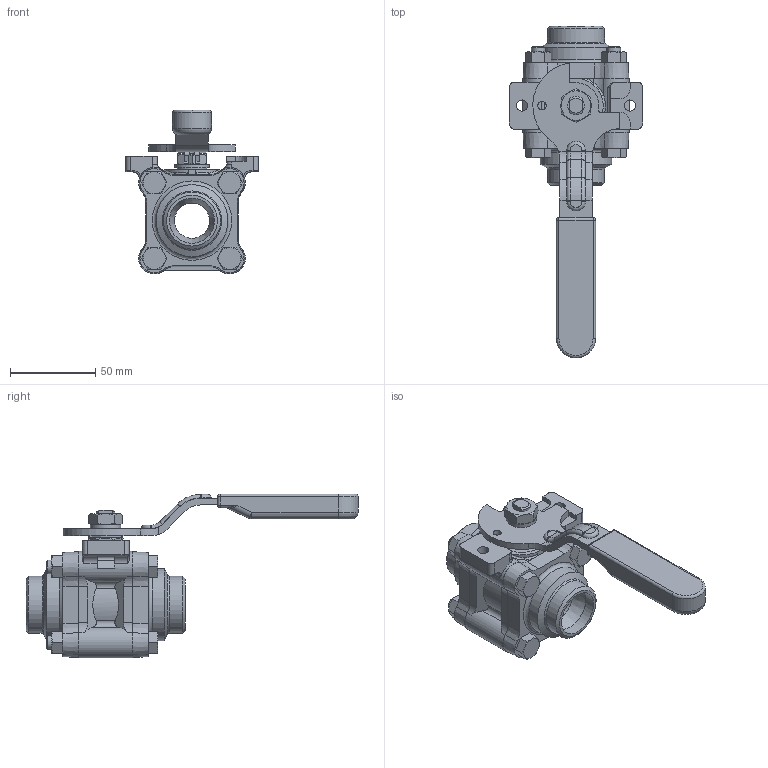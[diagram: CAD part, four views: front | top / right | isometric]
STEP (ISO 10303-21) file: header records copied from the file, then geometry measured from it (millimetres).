
FILE_DESCRIPTION((''),'2;1');
FILE_NAME('GA-A44-10-BWA-W-A-1.stp','2011-05-16T12:51:23',('jaday'),(''),'Autodesk Inventor 2009','Autodesk Inventor 2009','');
FILE_SCHEMA(('AUTOMOTIVE_DESIGN { 1 0 10303 214 1 1 1 1 }'));
Length unit declared in the file: millimetre
Products named in the file (11): GA-A44-10-BWA-W-A-1; GA-B04410-16254-A-1; GA-B04410-27100-A-1; GA-A44-10-STEM-BUILD-A-1; GA-B00010-06002-A-1; GA-B00010-52001-A-1; M08-8-060-110-A-1; M08-8-000-360-A-1; GA-B04410-01002-A-1; GA-B00010-34000-A-1; M12-0-000-5DS-A-1
Assembly tree (18 placements, depth 2):
  GA-A44-10-BWA-W-A-1
    GA-B04410-16254-A-1
    GA-B04410-27100-A-1  x2
    GA-A44-10-STEM-BUILD-A-1
    GA-B00010-06002-A-1  x2
    GA-B00010-52001-A-1
    M08-8-060-110-A-1  x4
    M08-8-000-360-A-1  x4
    GA-B04410-01002-A-1
    GA-B00010-34000-A-1
    M12-0-000-5DS-A-1
Bounding box: 78.4 x 195.26 x 96.33 mm (x, y, z)
Volume: 230445.1 mm3; surface area: 82314.7 mm2
Topology: 18 solids, 18 shells, 589 faces, 1441 edges, 893 vertices
Faces by surface type: plane 226, cylinder 155, cone 132, bspline 50, torus 20, sphere 6
Full cylindrical faces by diameter (mm): 4.8 x1, 6.647 x4, 8 x4, 8.5 x12, 10.977 x1, 17.2 x1, 20.6 x1, 20.65 x1, 20.7 x2, 26.625 x2, 27 x1, 33.575 x2, 42.3 x2
Entity records: 14474 total; most frequent: CARTESIAN_POINT 4183, DIRECTION 2124, ORIENTED_EDGE 2056, EDGE_CURVE 1028, AXIS2_PLACEMENT_3D 812, VERTEX_POINT 664, VECTOR 500, LINE 500
